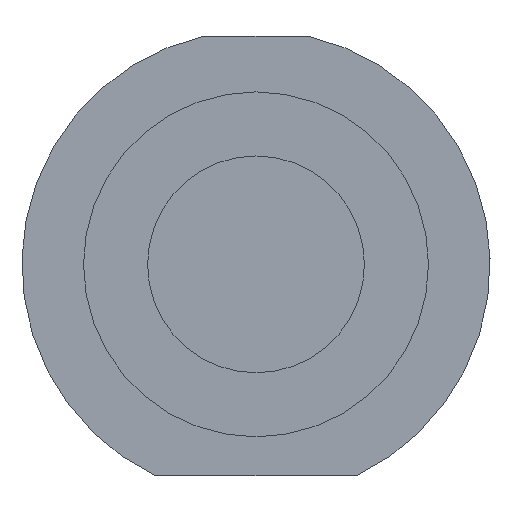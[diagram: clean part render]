
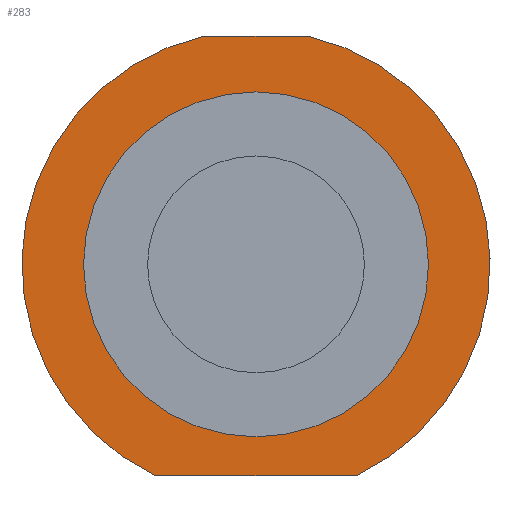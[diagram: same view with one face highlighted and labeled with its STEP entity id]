
A CAD part, front view. The second image highlights one B-rep face of the part: STEP entity #283.
In plain terms, the highlighted planar face has unit normal (0, -1, 0).
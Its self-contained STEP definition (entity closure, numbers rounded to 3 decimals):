
#76 = VERTEX_POINT ( 'NONE', #314 ) ;
#115 = EDGE_CURVE ( 'NONE', #116, #76, #559, .T. ) ;
#116 = VERTEX_POINT ( 'NONE', #555 ) ;
#142 = EDGE_CURVE ( 'NONE', #143, #144, #545, .T. ) ;
#143 = VERTEX_POINT ( 'NONE', #536 ) ;
#144 = VERTEX_POINT ( 'NONE', #535 ) ;
#181 = EDGE_CURVE ( 'NONE', #144, #143, #596, .T. ) ;
#191 = ORIENTED_EDGE ( 'NONE', *, *, #294, .T. ) ;
#192 = ORIENTED_EDGE ( 'NONE', *, *, #242, .T. ) ;
#193 = ORIENTED_EDGE ( 'NONE', *, *, #115, .T. ) ;
#242 = EDGE_CURVE ( 'NONE', #243, #116, #451, .T. ) ;
#243 = VERTEX_POINT ( 'NONE', #446 ) ;
#244 = VERTEX_POINT ( 'NONE', #445 ) ;
#277 = EDGE_CURVE ( 'NONE', #76, #244, #438, .T. ) ;
#283 = ADVANCED_FACE ( 'NONE', ( #431, #426 ), #425, .T. ) ;
#284 = EDGE_LOOP ( 'NONE', ( #285, #286 ) ) ;
#285 = ORIENTED_EDGE ( 'NONE', *, *, #181, .T. ) ;
#286 = ORIENTED_EDGE ( 'NONE', *, *, #142, .T. ) ;
#287 = EDGE_LOOP ( 'NONE', ( #288, #191, #192, #193 ) ) ;
#288 = ORIENTED_EDGE ( 'NONE', *, *, #277, .T. ) ;
#294 = EDGE_CURVE ( 'NONE', #244, #243, #420, .T. ) ;
#314 = CARTESIAN_POINT ( 'NONE',  ( -0.53, -19.05, 0. ) ) ;
#417 = DIRECTION ( 'NONE',  ( 1., 0., 0. ) ) ;
#418 = VECTOR ( 'NONE', #417, 1000. ) ;
#419 = CARTESIAN_POINT ( 'NONE',  ( 0., -19.05, -4.46 ) ) ;
#420 = LINE ( 'NONE', #419, #418 ) ;
#421 = DIRECTION ( 'NONE',  ( -1., 0., 0. ) ) ;
#422 = DIRECTION ( 'NONE',  ( 0., -1., 0. ) ) ;
#423 = CARTESIAN_POINT ( 'NONE',  ( 2.492, -19.05, 0.114 ) ) ;
#424 = AXIS2_PLACEMENT_3D ( 'NONE', #423, #422, #421 ) ;
#425 = PLANE ( 'NONE',  #424 ) ;
#426 = FACE_OUTER_BOUND ( 'NONE', #287, .T. ) ;
#431 = FACE_BOUND ( 'NONE', #284, .T. ) ;
#434 = DIRECTION ( 'NONE',  ( 0., 0., -1. ) ) ;
#435 = DIRECTION ( 'NONE',  ( 0., -1., 0. ) ) ;
#436 = CARTESIAN_POINT ( 'NONE',  ( 0., -19.05, -2.315 ) ) ;
#437 = AXIS2_PLACEMENT_3D ( 'NONE', #436, #435, #434 ) ;
#438 = CIRCLE ( 'NONE', #437, 2.375 ) ;
#445 = CARTESIAN_POINT ( 'NONE',  ( -1.02, -19.05, -4.46 ) ) ;
#446 = CARTESIAN_POINT ( 'NONE',  ( 1.02, -19.05, -4.46 ) ) ;
#447 = DIRECTION ( 'NONE',  ( 0., 0., -1. ) ) ;
#448 = DIRECTION ( 'NONE',  ( 0., -1., 0. ) ) ;
#449 = CARTESIAN_POINT ( 'NONE',  ( 0., -19.05, -2.315 ) ) ;
#450 = AXIS2_PLACEMENT_3D ( 'NONE', #449, #448, #447 ) ;
#451 = CIRCLE ( 'NONE', #450, 2.375 ) ;
#535 = CARTESIAN_POINT ( 'NONE',  ( 0., -19.05, -4.065 ) ) ;
#536 = CARTESIAN_POINT ( 'NONE',  ( 0., -19.05, -0.565 ) ) ;
#537 = DIRECTION ( 'NONE',  ( 0., 0., -1. ) ) ;
#538 = DIRECTION ( 'NONE',  ( 0., 1., 0. ) ) ;
#539 = CARTESIAN_POINT ( 'NONE',  ( 0., -19.05, -2.315 ) ) ;
#540 = AXIS2_PLACEMENT_3D ( 'NONE', #539, #538, #537 ) ;
#545 = CIRCLE ( 'NONE', #540, 1.75 ) ;
#555 = CARTESIAN_POINT ( 'NONE',  ( 0.53, -19.05, 0. ) ) ;
#556 = DIRECTION ( 'NONE',  ( -1., 0., 0. ) ) ;
#557 = VECTOR ( 'NONE', #556, 1000. ) ;
#558 = CARTESIAN_POINT ( 'NONE',  ( 0., -19.05, 0. ) ) ;
#559 = LINE ( 'NONE', #558, #557 ) ;
#592 = DIRECTION ( 'NONE',  ( 0., 0., -1. ) ) ;
#593 = DIRECTION ( 'NONE',  ( 0., 1., 0. ) ) ;
#594 = CARTESIAN_POINT ( 'NONE',  ( 0., -19.05, -2.315 ) ) ;
#595 = AXIS2_PLACEMENT_3D ( 'NONE', #594, #593, #592 ) ;
#596 = CIRCLE ( 'NONE', #595, 1.75 ) ;
